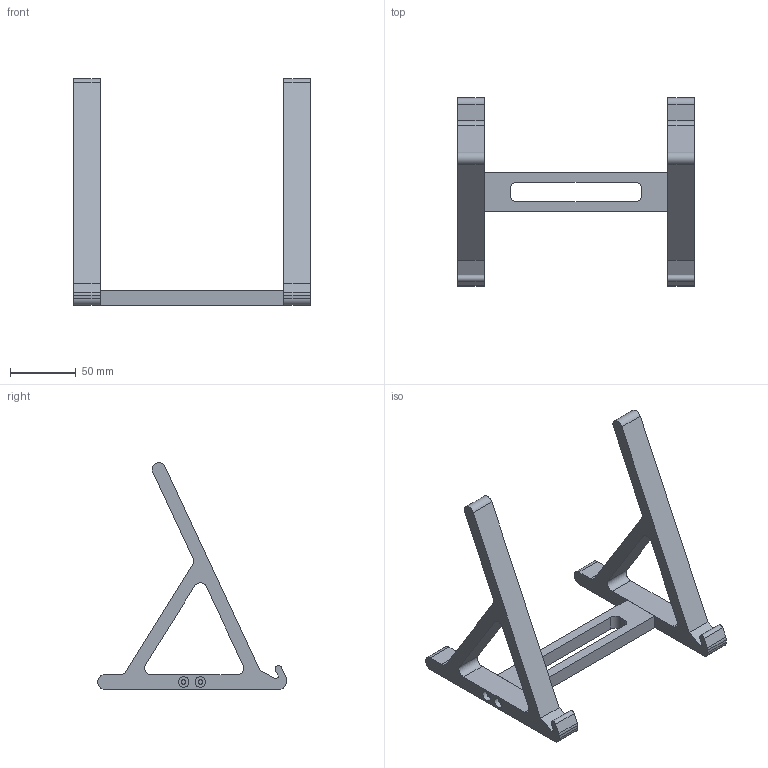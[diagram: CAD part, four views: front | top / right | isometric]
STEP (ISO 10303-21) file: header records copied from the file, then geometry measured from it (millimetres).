
FILE_DESCRIPTION(/* description */ ('STEP AP242','CAx-IF Rec.Pracs.---Representation and Presentation of Product Manufacturing Information (PMI)---4.0---2014-10-13','CAx-IF Rec.Pracs.---3D Tessellated Geometry---0.4---2014-09-14','2;1'),/* implementation_level */ '2;1');
FILE_NAME(/* name */ '6605b944f6ef260708bbea7f',/* time_stamp */ '2024-03-28T18:39:00Z',/* author */ (''),/* organization */ (''),/* preprocessor_version */ 'ST-DEVELOPER v19.4',/* originating_system */ ' ',/* authorisation */ ' ');
FILE_SCHEMA (('AP242_MANAGED_MODEL_BASED_3D_ENGINEERING_MIM_LF { 1 0 10303 442 1 1 4 }'));
Length unit declared in the file: metre
Products named in the file (3): Part 3; Part 2; Part 1
Bounding box: 180 x 143.68 x 172.47 mm (x, y, z)
Volume: 201182.5 mm3; surface area: 63754 mm2
Topology: 3 solids, 3 shells, 104 faces, 274 edges, 184 vertices
Faces by surface type: plane 66, cylinder 38
Full cylindrical faces by diameter (mm): 3.4 x8, 8 x4
Entity records: 3246 total; most frequent: DIRECTION 548, CARTESIAN_POINT 545, ORIENTED_EDGE 516, EDGE_CURVE 258, AXIS2_PLACEMENT_3D 183, LINE 182, VECTOR 182, VERTEX_POINT 180
